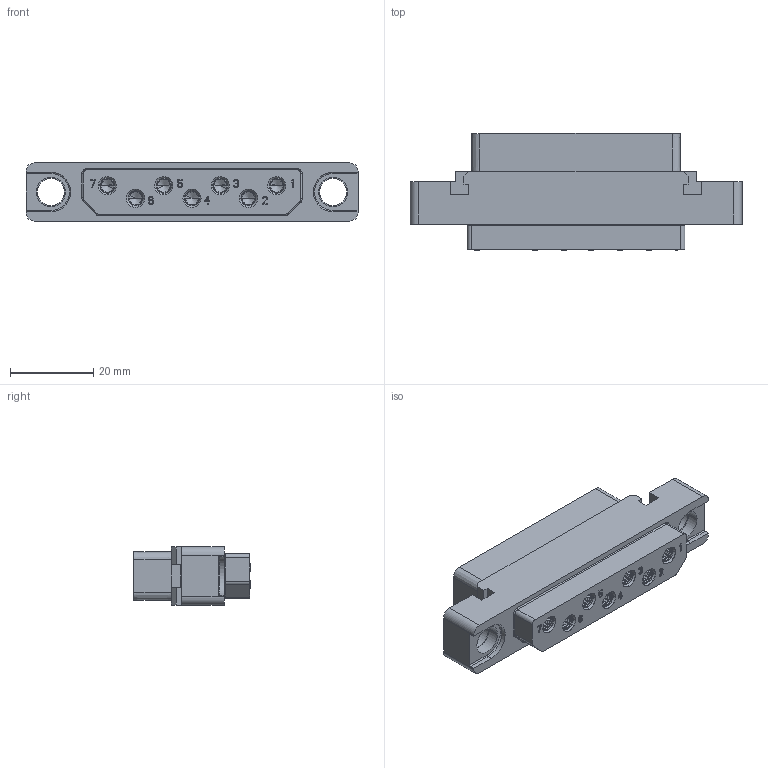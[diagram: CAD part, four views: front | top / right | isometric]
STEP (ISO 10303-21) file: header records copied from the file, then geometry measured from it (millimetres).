
FILE_DESCRIPTION((''),'2;1');
FILE_NAME('1900ND06S1X00D','2020-08-03T',('presta_be4'),(''),'CREO PARAMETRIC BY PTC INC, 2018360','CREO PARAMETRIC BY PTC INC, 2018360','');
FILE_SCHEMA(('CONFIG_CONTROL_DESIGN'));
Products named in the file (1): 1900ND06S1X00D
Bounding box: 80 x 28.2 x 14 mm (x, y, z)
Volume: 17405 mm3; surface area: 16233.6 mm2
Topology: 1 solids, 1 shells, 2311 faces, 6017 edges, 3818 vertices
Faces by surface type: plane 1152, cylinder 471, cone 396, torus 260, bspline 28, extrusion 4
Entity records: 75459 total; most frequent: CARTESIAN_POINT 19326, ORIENTED_EDGE 11978, DIRECTION 11357, EDGE_CURVE 5989, AXIS2_PLACEMENT_3D 3989, VERTEX_POINT 3818, VECTOR 3379, LINE 3375
